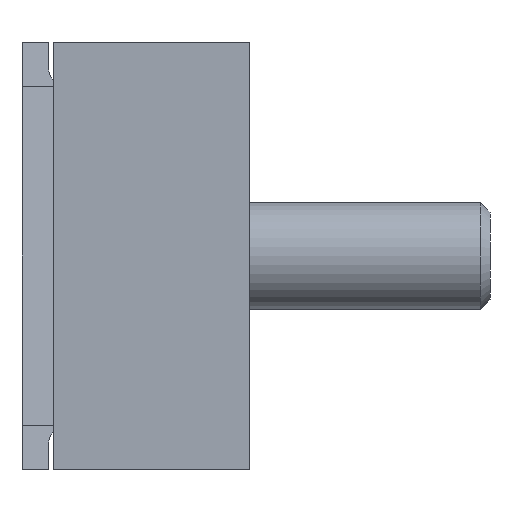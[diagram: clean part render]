
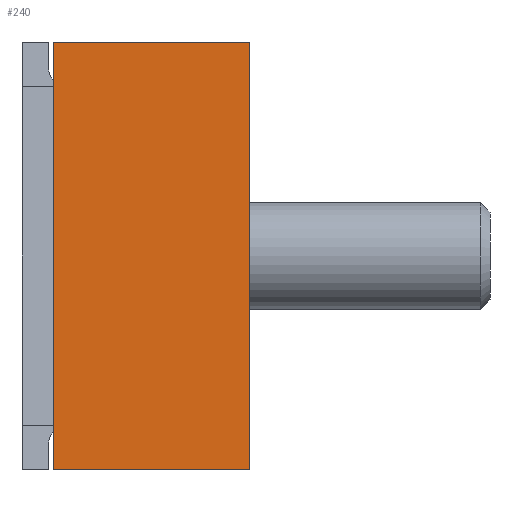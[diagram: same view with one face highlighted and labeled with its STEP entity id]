
A CAD part, left-side view. The second image highlights one B-rep face of the part: STEP entity #240.
In plain terms, the highlighted face is planar.
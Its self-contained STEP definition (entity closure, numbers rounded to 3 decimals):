
#240 = ADVANCED_FACE( '', ( #478 ), #479, .F. );
#478 = FACE_OUTER_BOUND( '', #774, .T. );
#479 = PLANE( '', #775 );
#774 = EDGE_LOOP( '', ( #1120, #1121, #1122, #1123 ) );
#775 = AXIS2_PLACEMENT_3D( '', #1124, #1125, #1126 );
#1120 = ORIENTED_EDGE( '', *, *, #1829, .T. );
#1121 = ORIENTED_EDGE( '', *, *, #1830, .F. );
#1122 = ORIENTED_EDGE( '', *, *, #1831, .F. );
#1123 = ORIENTED_EDGE( '', *, *, #1832, .T. );
#1124 = CARTESIAN_POINT( '', ( 21.5, 0., 24. ) );
#1125 = DIRECTION( '', ( -1., 0., 0. ) );
#1126 = DIRECTION( '', ( 0., 0., 1. ) );
#1829 = EDGE_CURVE( '', #2133, #2134, #2135, .T. );
#1830 = EDGE_CURVE( '', #2136, #2134, #2137, .T. );
#1831 = EDGE_CURVE( '', #2138, #2136, #2139, .T. );
#1832 = EDGE_CURVE( '', #2138, #2133, #2140, .T. );
#2133 = VERTEX_POINT( '', #2559 );
#2134 = VERTEX_POINT( '', #2560 );
#2135 = LINE( '', #2561, #2562 );
#2136 = VERTEX_POINT( '', #2563 );
#2137 = LINE( '', #2564, #2565 );
#2138 = VERTEX_POINT( '', #2566 );
#2139 = LINE( '', #2567, #2568 );
#2140 = LINE( '', #2569, #2570 );
#2559 = CARTESIAN_POINT( '', ( 21.5, 0., -24. ) );
#2560 = CARTESIAN_POINT( '', ( 21.5, 22., -24. ) );
#2561 = CARTESIAN_POINT( '', ( 21.5, 0., -24. ) );
#2562 = VECTOR( '', #3083, 1000. );
#2563 = CARTESIAN_POINT( '', ( 21.5, 22., 24. ) );
#2564 = CARTESIAN_POINT( '', ( 21.5, 22., 24. ) );
#2565 = VECTOR( '', #3084, 1000. );
#2566 = CARTESIAN_POINT( '', ( 21.5, 0., 24. ) );
#2567 = CARTESIAN_POINT( '', ( 21.5, 0., 24. ) );
#2568 = VECTOR( '', #3085, 1000. );
#2569 = CARTESIAN_POINT( '', ( 21.5, 0., 24. ) );
#2570 = VECTOR( '', #3086, 1000. );
#3083 = DIRECTION( '', ( 0., 1., 0. ) );
#3084 = DIRECTION( '', ( 0., 0., -1. ) );
#3085 = DIRECTION( '', ( 0., 1., 0. ) );
#3086 = DIRECTION( '', ( 0., 0., -1. ) );
